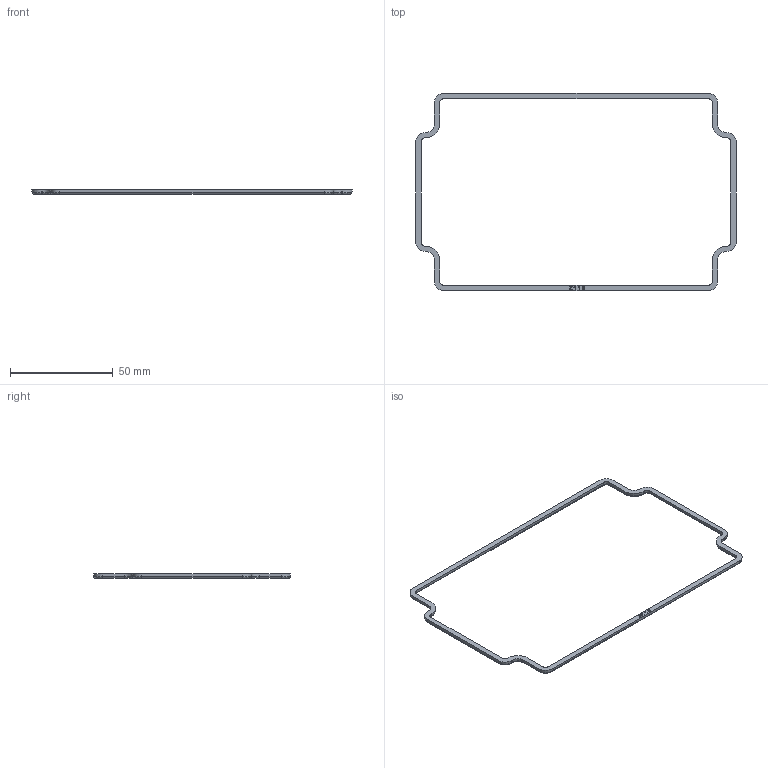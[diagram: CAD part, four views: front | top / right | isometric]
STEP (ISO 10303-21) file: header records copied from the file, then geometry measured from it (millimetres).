
FILE_DESCRIPTION (( 'STEP AP203' ), '1' );
FILE_NAME ('1550Z116GASKET.step', '2020-11-17T19:53:51', ( 'ADC123' ), ( 'Microsoft' ), 'SwSTEP 2.0', 'SolidWorks 2019', '' );
FILE_SCHEMA (( 'CONFIG_CONTROL_DESIGN' ));
Length unit declared in the file: inch
Products named in the file (1): 1550Z116GASKET
Bounding box: 156 x 96 x 2.35 mm (x, y, z)
Volume: 2447.3 mm3; surface area: 4128.9 mm2
Topology: 1 solids, 1 shells, 150 faces, 381 edges, 238 vertices
Faces by surface type: bspline 61, plane 41, cone 24, cylinder 24
Entity records: 6462 total; most frequent: CARTESIAN_POINT 3119, ORIENTED_EDGE 762, DIRECTION 559, EDGE_CURVE 381, VERTEX_POINT 238, LINE 187, VECTOR 187, AXIS2_PLACEMENT_3D 186
